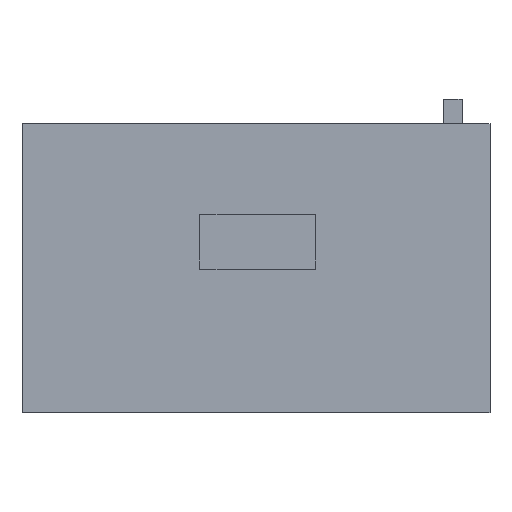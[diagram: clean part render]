
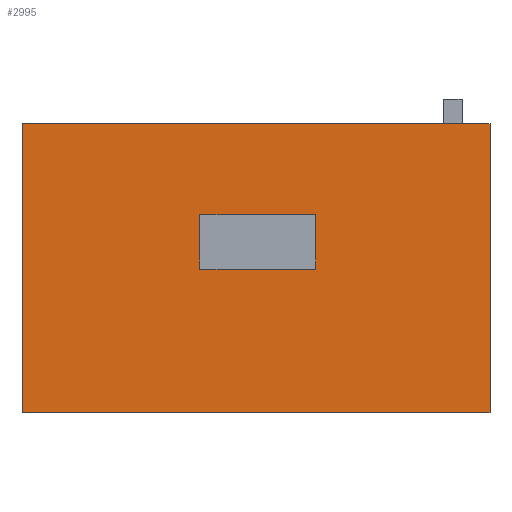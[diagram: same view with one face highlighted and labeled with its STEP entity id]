
A CAD part, front view. The second image highlights one B-rep face of the part: STEP entity #2995.
In plain terms, the highlighted planar face has unit normal (0, -1, 0).
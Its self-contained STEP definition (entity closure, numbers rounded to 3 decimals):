
#241=FACE_BOUND('',#572,.T.);
#350=FACE_OUTER_BOUND('',#571,.T.);
#571=EDGE_LOOP('',(#2233,#2234,#2235,#2236,#2237,#2238));
#572=EDGE_LOOP('',(#2239,#2240,#2241,#2242));
#894=LINE('',#4629,#1159);
#905=LINE('',#4651,#1170);
#938=LINE('',#4718,#1203);
#941=LINE('',#4724,#1206);
#943=LINE('',#4728,#1208);
#945=LINE('',#4732,#1210);
#947=LINE('',#4735,#1212);
#948=LINE('',#4738,#1213);
#949=LINE('',#4740,#1214);
#950=LINE('',#4741,#1215);
#1159=VECTOR('',#3638,10.);
#1170=VECTOR('',#3653,10.);
#1203=VECTOR('',#3700,10.);
#1206=VECTOR('',#3705,10.);
#1208=VECTOR('',#3709,10.);
#1210=VECTOR('',#3713,10.);
#1212=VECTOR('',#3717,10.);
#1213=VECTOR('',#3720,10.);
#1214=VECTOR('',#3721,10.);
#1215=VECTOR('',#3722,10.);
#1403=VERTEX_POINT('',#4626);
#1404=VERTEX_POINT('',#4628);
#1413=VERTEX_POINT('',#4649);
#1440=VERTEX_POINT('',#4717);
#1441=VERTEX_POINT('',#4721);
#1442=VERTEX_POINT('',#4723);
#1443=VERTEX_POINT('',#4727);
#1444=VERTEX_POINT('',#4731);
#1445=VERTEX_POINT('',#4737);
#1446=VERTEX_POINT('',#4739);
#1692=EDGE_CURVE('',#1404,#1403,#894,.T.);
#1703=EDGE_CURVE('',#1403,#1413,#905,.T.);
#1736=EDGE_CURVE('',#1404,#1440,#938,.T.);
#1739=EDGE_CURVE('',#1442,#1441,#941,.T.);
#1741=EDGE_CURVE('',#1443,#1442,#943,.T.);
#1743=EDGE_CURVE('',#1444,#1443,#945,.T.);
#1745=EDGE_CURVE('',#1441,#1444,#947,.T.);
#1746=EDGE_CURVE('',#1413,#1445,#948,.T.);
#1747=EDGE_CURVE('',#1445,#1446,#949,.T.);
#1748=EDGE_CURVE('',#1446,#1440,#950,.T.);
#2233=ORIENTED_EDGE('',*,*,#1692,.T.);
#2234=ORIENTED_EDGE('',*,*,#1703,.T.);
#2235=ORIENTED_EDGE('',*,*,#1746,.T.);
#2236=ORIENTED_EDGE('',*,*,#1747,.T.);
#2237=ORIENTED_EDGE('',*,*,#1748,.T.);
#2238=ORIENTED_EDGE('',*,*,#1736,.F.);
#2239=ORIENTED_EDGE('',*,*,#1745,.T.);
#2240=ORIENTED_EDGE('',*,*,#1743,.T.);
#2241=ORIENTED_EDGE('',*,*,#1741,.T.);
#2242=ORIENTED_EDGE('',*,*,#1739,.T.);
#2858=PLANE('',#3205);
#2995=ADVANCED_FACE('',(#350,#241),#2858,.T.);
#3205=AXIS2_PLACEMENT_3D('',#4736,#3718,#3719);
#3638=DIRECTION('',(-1.,0.,0.));
#3653=DIRECTION('',(0.,0.,-1.));
#3700=DIRECTION('',(0.,0.,-1.));
#3705=DIRECTION('',(0.,0.,-1.));
#3709=DIRECTION('',(1.,0.,0.));
#3713=DIRECTION('',(0.,0.,1.));
#3717=DIRECTION('',(-1.,0.,0.));
#3718=DIRECTION('center_axis',(0.,-1.,0.));
#3719=DIRECTION('ref_axis',(0.,0.,-1.));
#3720=DIRECTION('',(1.,0.,0.));
#3721=DIRECTION('',(0.,0.,-1.));
#3722=DIRECTION('',(1.,0.,0.));
#4626=CARTESIAN_POINT('',(5.251,14.78,28.717));
#4628=CARTESIAN_POINT('',(56.574,14.78,28.717));
#4629=CARTESIAN_POINT('',(18.199,14.78,28.717));
#4649=CARTESIAN_POINT('',(5.251,14.78,-2.987));
#4651=CARTESIAN_POINT('',(5.251,14.78,-2.988));
#4717=CARTESIAN_POINT('',(56.574,14.78,-2.988));
#4718=CARTESIAN_POINT('',(56.574,14.78,-2.988));
#4721=CARTESIAN_POINT('',(37.464,14.78,12.786));
#4723=CARTESIAN_POINT('',(37.464,14.78,18.729));
#4724=CARTESIAN_POINT('',(37.464,14.78,18.729));
#4727=CARTESIAN_POINT('',(24.758,14.78,18.729));
#4728=CARTESIAN_POINT('',(24.758,14.78,18.729));
#4731=CARTESIAN_POINT('',(24.758,14.78,12.786));
#4732=CARTESIAN_POINT('',(24.758,14.78,12.786));
#4735=CARTESIAN_POINT('',(37.464,14.78,12.786));
#4736=CARTESIAN_POINT('Origin',(29.413,14.78,16.365));
#4737=CARTESIAN_POINT('',(6.985,14.78,-2.987));
#4738=CARTESIAN_POINT('',(5.251,14.78,-2.987));
#4739=CARTESIAN_POINT('',(6.985,14.78,-2.988));
#4740=CARTESIAN_POINT('',(6.985,14.78,-2.987));
#4741=CARTESIAN_POINT('',(53.574,14.78,-2.988));
